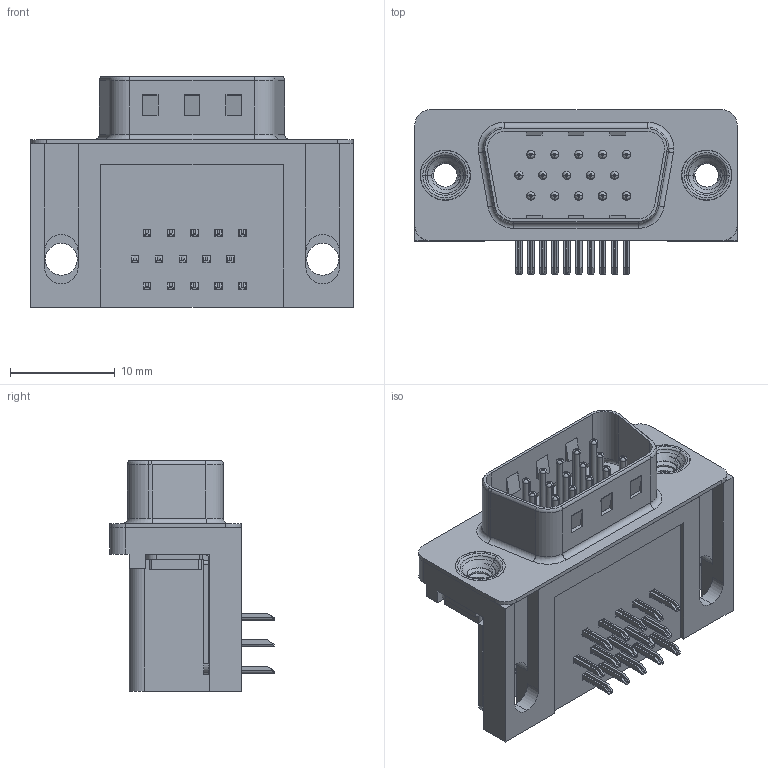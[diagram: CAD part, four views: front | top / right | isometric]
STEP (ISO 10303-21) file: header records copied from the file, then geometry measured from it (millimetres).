
FILE_DESCRIPTION (( 'STEP AP203' ), '1' );
FILE_NAME ('MHHDR-15MNS-C1.STEP', '2025-11-28T19:27:02', ( '' ), ( '' ), 'SwSTEP 2.0', 'SolidWorks 2023', '' );
FILE_SCHEMA (( 'CONFIG_CONTROL_DESIGN' ));
Length unit declared in the file: millimetre
Products named in the file (8): MHHDR 4-40 Threaded Rivet; MHHDR Thru Hole Board Mount; MHHDR Contact Top; MHHDR Shell_15 Contact; MHHDR Housing_15 Contact; MHHDR-15MNS-C1; MHHDR Contact Middle; MHHDR Contact Bottom
Assembly tree (21 placements, depth 2):
  MHHDR-15MNS-C1
    MHHDR Housing_15 Contact
    MHHDR Shell_15 Contact
    MHHDR Contact Bottom  x5
    MHHDR Contact Middle  x5
    MHHDR Contact Top  x5
    MHHDR Thru Hole Board Mount  x2
    MHHDR 4-40 Threaded Rivet  x2
Bounding box: 30.89 x 15.73 x 22 mm (x, y, z)
Volume: 4051.8 mm3; surface area: 5404.1 mm2
Topology: 21 solids, 21 shells, 1441 faces, 3579 edges, 2217 vertices
Faces by surface type: plane 859, cylinder 443, torus 121, cone 12, bspline 6
Entity records: 19875 total; most frequent: CARTESIAN_POINT 4729, DIRECTION 2990, ORIENTED_EDGE 2840, EDGE_CURVE 1420, AXIS2_PLACEMENT_3D 1028, VECTOR 934, LINE 934, VERTEX_POINT 901
